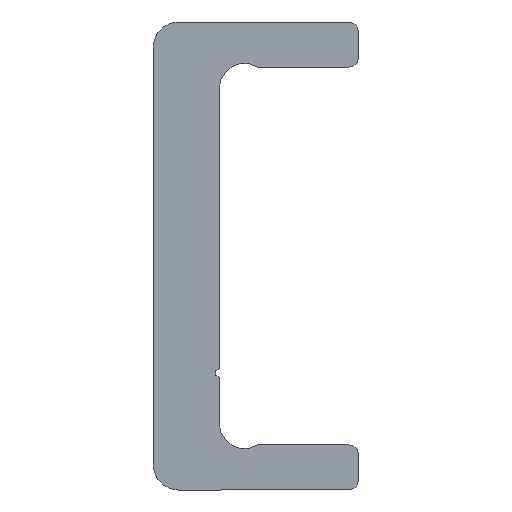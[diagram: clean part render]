
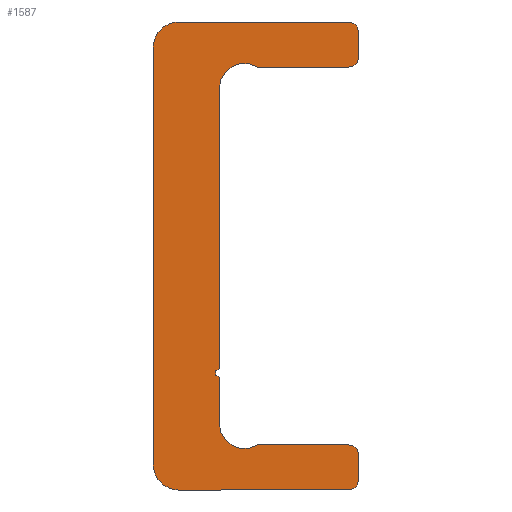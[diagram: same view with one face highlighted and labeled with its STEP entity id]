
A CAD part, left-side view. The second image highlights one B-rep face of the part: STEP entity #1587.
In plain terms, the highlighted planar face has unit normal (-1, 0, 0).
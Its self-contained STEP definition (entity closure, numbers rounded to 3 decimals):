
#899=CARTESIAN_POINT('',(0.0,2.2,10.03));
#900=VERTEX_POINT('',#899);
#907=CARTESIAN_POINT('',(0.0,2.2,-6.75));
#908=VERTEX_POINT('',#907);
#909=CARTESIAN_POINT('',(0.0,2.2,10.03));
#910=DIRECTION('',(0.0,0.0,-1.0));
#911=VECTOR('',#910,16.78);
#912=LINE('',#909,#911);
#913=EDGE_CURVE('',#900,#908,#912,.T.);
#989=CARTESIAN_POINT('',(0.0,-0.098,11.3));
#990=VERTEX_POINT('',#989);
#997=CARTESIAN_POINT('',(0.0,0.7,10.03));
#998=DIRECTION('',(-1.0,0.0,0.0));
#999=DIRECTION('',(0.0,-1.0,0.0));
#1000=AXIS2_PLACEMENT_3D('',#997,#998,#999);
#1001=CIRCLE('',#1000,1.5);
#1002=EDGE_CURVE('',#990,#900,#1001,.T.);
#1021=CARTESIAN_POINT('',(0.0,-5.55,11.3));
#1022=VERTEX_POINT('',#1021);
#1029=CARTESIAN_POINT('',(0.0,-5.55,11.3));
#1030=DIRECTION('',(0.0,1.0,0.0));
#1031=VECTOR('',#1030,5.452);
#1032=LINE('',#1029,#1031);
#1033=EDGE_CURVE('',#1022,#990,#1032,.T.);
#1053=CARTESIAN_POINT('',(0.0,-6.15,11.9));
#1054=VERTEX_POINT('',#1053);
#1061=CARTESIAN_POINT('',(0.0,-5.55,11.9));
#1062=DIRECTION('',(1.0,0.0,0.0));
#1063=DIRECTION('',(0.0,-1.0,0.0));
#1064=AXIS2_PLACEMENT_3D('',#1061,#1062,#1063);
#1065=CIRCLE('',#1064,0.6);
#1066=EDGE_CURVE('',#1054,#1022,#1065,.T.);
#1085=CARTESIAN_POINT('',(0.0,-6.15,13.4));
#1086=VERTEX_POINT('',#1085);
#1093=CARTESIAN_POINT('',(0.0,-6.15,13.4));
#1094=DIRECTION('',(0.0,0.0,-1.0));
#1095=VECTOR('',#1094,1.5);
#1096=LINE('',#1093,#1095);
#1097=EDGE_CURVE('',#1086,#1054,#1096,.T.);
#1117=CARTESIAN_POINT('',(0.0,-5.55,14.));
#1118=VERTEX_POINT('',#1117);
#1125=CARTESIAN_POINT('',(0.0,-5.55,13.4));
#1126=DIRECTION('',(1.0,0.0,0.0));
#1127=DIRECTION('',(0.0,0.0,1.0));
#1128=AXIS2_PLACEMENT_3D('',#1125,#1126,#1127);
#1129=CIRCLE('',#1128,0.6);
#1130=EDGE_CURVE('',#1118,#1086,#1129,.T.);
#1149=CARTESIAN_POINT('',(0.0,4.65,14.));
#1150=VERTEX_POINT('',#1149);
#1157=CARTESIAN_POINT('',(0.0,4.65,14.));
#1158=DIRECTION('',(0.0,-1.0,0.0));
#1159=VECTOR('',#1158,10.2);
#1160=LINE('',#1157,#1159);
#1161=EDGE_CURVE('',#1150,#1118,#1160,.T.);
#1181=CARTESIAN_POINT('',(0.0,6.15,12.5));
#1182=VERTEX_POINT('',#1181);
#1189=CARTESIAN_POINT('',(0.0,4.65,12.5));
#1190=DIRECTION('',(1.0,0.0,0.0));
#1191=DIRECTION('',(0.0,1.0,0.0));
#1192=AXIS2_PLACEMENT_3D('',#1189,#1190,#1191);
#1193=CIRCLE('',#1192,1.5);
#1194=EDGE_CURVE('',#1182,#1150,#1193,.T.);
#1213=CARTESIAN_POINT('',(0.0,6.15,-12.5));
#1214=VERTEX_POINT('',#1213);
#1221=CARTESIAN_POINT('',(0.0,6.15,-12.5));
#1222=DIRECTION('',(0.0,0.0,1.0));
#1223=VECTOR('',#1222,25.);
#1224=LINE('',#1221,#1223);
#1225=EDGE_CURVE('',#1214,#1182,#1224,.T.);
#1296=CARTESIAN_POINT('',(0.0,4.65,-14.));
#1297=VERTEX_POINT('',#1296);
#1304=CARTESIAN_POINT('',(0.0,4.65,-12.5));
#1305=DIRECTION('',(1.0,0.0,0.0));
#1306=DIRECTION('',(0.0,0.0,-1.0));
#1307=AXIS2_PLACEMENT_3D('',#1304,#1305,#1306);
#1308=CIRCLE('',#1307,1.5);
#1309=EDGE_CURVE('',#1297,#1214,#1308,.T.);
#1328=CARTESIAN_POINT('',(0.0,-5.55,-14.));
#1329=VERTEX_POINT('',#1328);
#1336=CARTESIAN_POINT('',(0.0,-5.55,-14.));
#1337=DIRECTION('',(0.0,1.0,0.0));
#1338=VECTOR('',#1337,10.2);
#1339=LINE('',#1336,#1338);
#1340=EDGE_CURVE('',#1329,#1297,#1339,.T.);
#1360=CARTESIAN_POINT('',(0.0,-6.15,-13.4));
#1361=VERTEX_POINT('',#1360);
#1368=CARTESIAN_POINT('',(0.0,-5.55,-13.4));
#1369=DIRECTION('',(1.0,0.0,0.0));
#1370=DIRECTION('',(0.0,-1.0,0.0));
#1371=AXIS2_PLACEMENT_3D('',#1368,#1369,#1370);
#1372=CIRCLE('',#1371,0.6);
#1373=EDGE_CURVE('',#1361,#1329,#1372,.T.);
#1392=CARTESIAN_POINT('',(0.0,-6.15,-11.9));
#1393=VERTEX_POINT('',#1392);
#1400=CARTESIAN_POINT('',(0.0,-6.15,-11.9));
#1401=DIRECTION('',(0.0,0.0,-1.0));
#1402=VECTOR('',#1401,1.5);
#1403=LINE('',#1400,#1402);
#1404=EDGE_CURVE('',#1393,#1361,#1403,.T.);
#1424=CARTESIAN_POINT('',(0.0,-5.55,-11.3));
#1425=VERTEX_POINT('',#1424);
#1432=CARTESIAN_POINT('',(0.0,-5.55,-11.9));
#1433=DIRECTION('',(1.0,0.0,0.0));
#1434=DIRECTION('',(0.0,0.0,1.0));
#1435=AXIS2_PLACEMENT_3D('',#1432,#1433,#1434);
#1436=CIRCLE('',#1435,0.6);
#1437=EDGE_CURVE('',#1425,#1393,#1436,.T.);
#1456=CARTESIAN_POINT('',(0.0,-0.098,-11.3));
#1457=VERTEX_POINT('',#1456);
#1464=CARTESIAN_POINT('',(0.0,-0.098,-11.3));
#1465=DIRECTION('',(0.0,-1.0,0.0));
#1466=VECTOR('',#1465,5.452);
#1467=LINE('',#1464,#1466);
#1468=EDGE_CURVE('',#1457,#1425,#1467,.T.);
#1488=CARTESIAN_POINT('',(0.0,2.2,-10.03));
#1489=VERTEX_POINT('',#1488);
#1496=CARTESIAN_POINT('',(0.0,0.7,-10.03));
#1497=DIRECTION('',(-1.0,0.0,0.0));
#1498=DIRECTION('',(0.0,0.532,0.847));
#1499=AXIS2_PLACEMENT_3D('',#1496,#1497,#1498);
#1500=CIRCLE('',#1499,1.5);
#1501=EDGE_CURVE('',#1489,#1457,#1500,.T.);
#1520=CARTESIAN_POINT('',(0.0,2.2,-7.25));
#1521=VERTEX_POINT('',#1520);
#1528=CARTESIAN_POINT('',(0.0,2.2,-7.25));
#1529=DIRECTION('',(0.0,0.0,-1.0));
#1530=VECTOR('',#1529,2.78);
#1531=LINE('',#1528,#1530);
#1532=EDGE_CURVE('',#1521,#1489,#1531,.T.);
#1551=CARTESIAN_POINT('',(0.0,2.2,-7.));
#1552=DIRECTION('',(-1.0,0.0,0.0));
#1553=DIRECTION('',(0.0,0.0,1.0));
#1554=AXIS2_PLACEMENT_3D('',#1551,#1552,#1553);
#1555=CIRCLE('',#1554,0.25);
#1556=EDGE_CURVE('',#908,#1521,#1555,.T.);
#1562=CARTESIAN_POINT('',(0.0,1.611,-0.021));
#1563=DIRECTION('',(1.0,0.0,0.0));
#1564=DIRECTION('',(0.0,0.0,-1.0));
#1565=AXIS2_PLACEMENT_3D('',#1562,#1563,#1564);
#1566=PLANE('',#1565);
#1567=ORIENTED_EDGE('',*,*,#1556,.F.);
#1568=ORIENTED_EDGE('',*,*,#913,.F.);
#1569=ORIENTED_EDGE('',*,*,#1002,.F.);
#1570=ORIENTED_EDGE('',*,*,#1033,.F.);
#1571=ORIENTED_EDGE('',*,*,#1066,.F.);
#1572=ORIENTED_EDGE('',*,*,#1097,.F.);
#1573=ORIENTED_EDGE('',*,*,#1130,.F.);
#1574=ORIENTED_EDGE('',*,*,#1161,.F.);
#1575=ORIENTED_EDGE('',*,*,#1194,.F.);
#1576=ORIENTED_EDGE('',*,*,#1225,.F.);
#1577=ORIENTED_EDGE('',*,*,#1309,.F.);
#1578=ORIENTED_EDGE('',*,*,#1340,.F.);
#1579=ORIENTED_EDGE('',*,*,#1373,.F.);
#1580=ORIENTED_EDGE('',*,*,#1404,.F.);
#1581=ORIENTED_EDGE('',*,*,#1437,.F.);
#1582=ORIENTED_EDGE('',*,*,#1468,.F.);
#1583=ORIENTED_EDGE('',*,*,#1501,.F.);
#1584=ORIENTED_EDGE('',*,*,#1532,.F.);
#1585=EDGE_LOOP('',(#1567,#1568,#1569,#1570,#1571,#1572,#1573,#1574,#1575,#1576,#1577,#1578,#1579,#1580,#1581,#1582,#1583,#1584));
#1586=FACE_OUTER_BOUND('',#1585,.T.);
#1587=ADVANCED_FACE('',(#1586),#1566,.F.);
